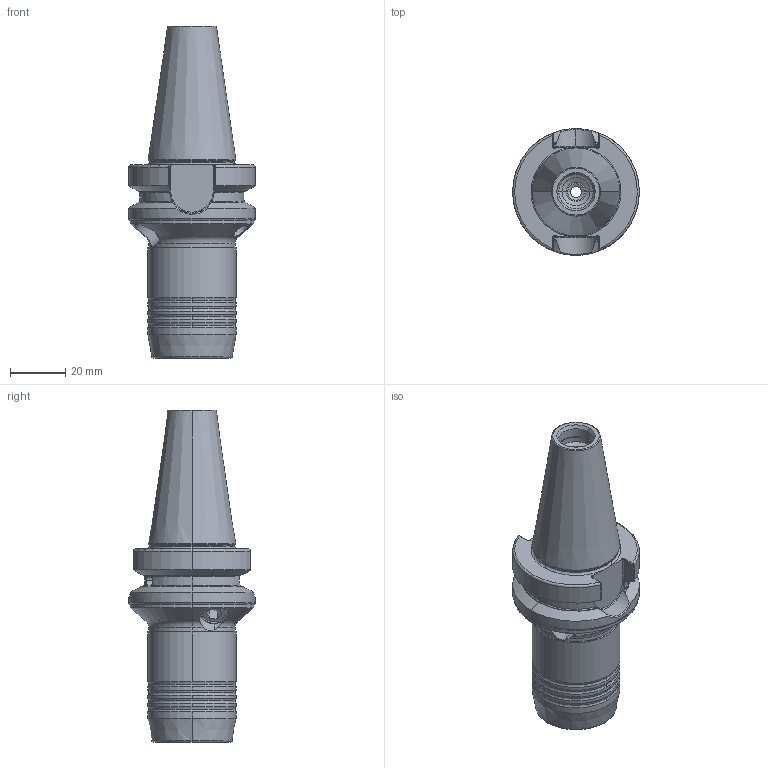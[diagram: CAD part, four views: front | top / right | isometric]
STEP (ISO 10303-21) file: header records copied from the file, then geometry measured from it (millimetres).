
FILE_DESCRIPTION (( 'STEP AP214' ), '1' );
FILE_NAME ('77.303.012 x=72_step.STEP', '2020-09-22T05:57:15', ( '' ), ( '' ), 'SwSTEP 2.0', 'SolidWorks 2018', '' );
FILE_SCHEMA (( 'AUTOMOTIVE_DESIGN' ));
Length unit declared in the file: millimetre
Products named in the file (1): 77.303.012 x=72_step
Bounding box: 45.96 x 45.96 x 120.4 mm (x, y, z)
Volume: 84636.5 mm3; surface area: 31262.9 mm2
Topology: 9 solids, 9 shells, 401 faces, 926 edges, 550 vertices
Faces by surface type: cylinder 135, cone 98, plane 80, torus 77, bspline 7, sphere 4
Entity records: 18541 total; most frequent: CARTESIAN_POINT 4890, DIRECTION 2066, ORIENTED_EDGE 1822, EDGE_CURVE 911, AXIS2_PLACEMENT_3D 879, VERTEX_POINT 547, CIRCLE 484, EDGE_LOOP 436
